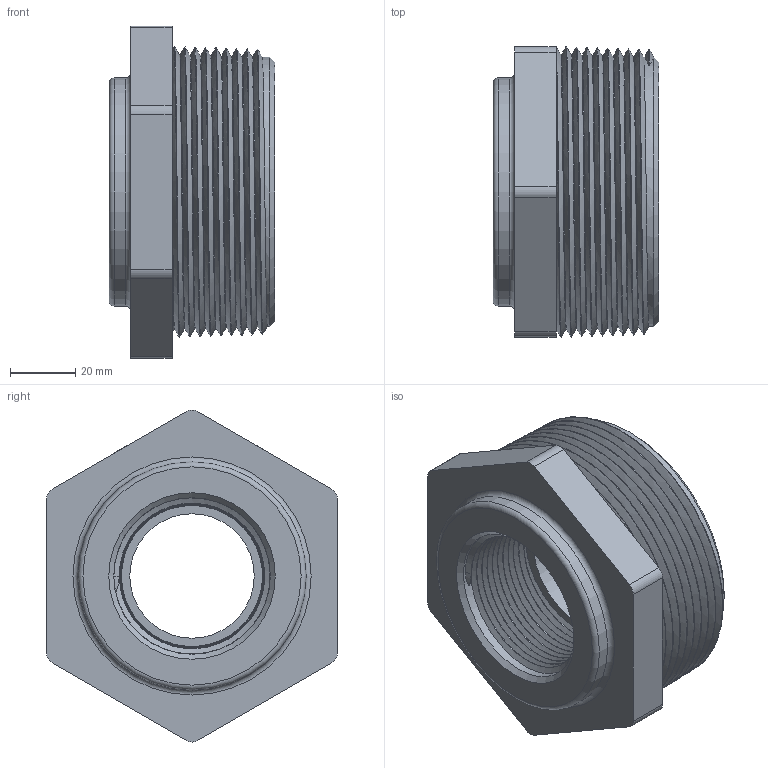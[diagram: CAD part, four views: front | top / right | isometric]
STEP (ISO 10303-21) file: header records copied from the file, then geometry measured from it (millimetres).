
FILE_DESCRIPTION(/* description */ ('3" MNPT X 1 1/2" FNPT REDUCER BUSHING'),/* implementation_level */ '2;1');
FILE_NAME(/* name */ 'RB300-150.stp',/* time_stamp */ '2013-11-08T07:34:22-05:00',/* author */ ('DTruax'),/* organization */ (''),/* preprocessor_version */ 'ST-DEVELOPER v15.2',/* originating_system */ 'Autodesk Inventor 2014',/* authorisation */ '');
FILE_SCHEMA (('AUTOMOTIVE_DESIGN { 1 0 10303 214 3 1 1 }'));
Length unit declared in the file: inch
Products named in the file (1): RB300-150
Bounding box: 50.8 x 88.95 x 101.63 mm (x, y, z)
Volume: 189651.6 mm3; surface area: 41067.5 mm2
Topology: 1 solids, 1 shells, 62 faces, 155 edges, 98 vertices
Faces by surface type: cone 28, plane 13, cylinder 11, bspline 6, torus 4
Full cylindrical faces by diameter (mm): 38.1 x1, 62.738 x1, 69.85 x1
Entity records: 5853 total; most frequent: CARTESIAN_POINT 4951, ORIENTED_EDGE 172, DIRECTION 170, EDGE_CURVE 86, AXIS2_PLACEMENT_3D 69, VERTEX_POINT 60, EDGE_LOOP 58, ADVANCED_FACE 42
